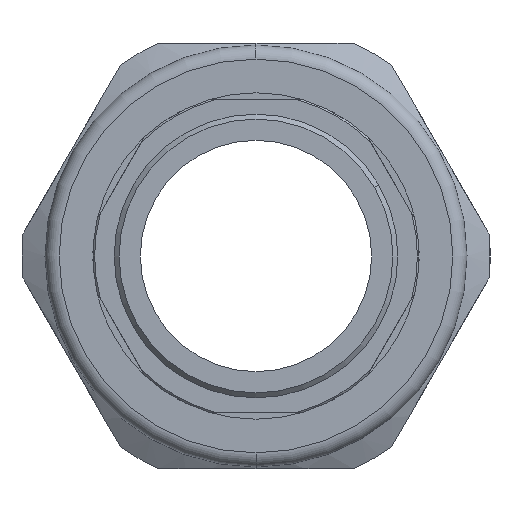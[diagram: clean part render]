
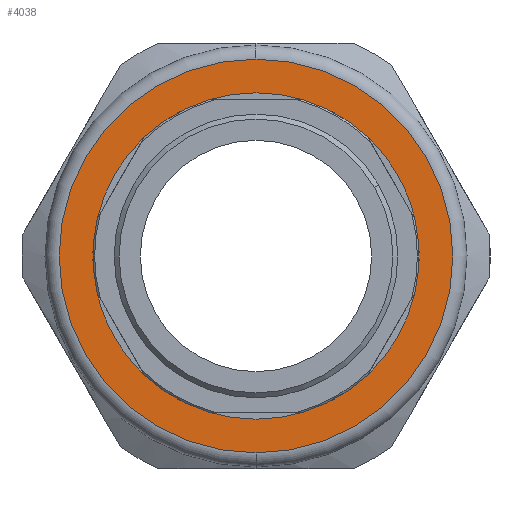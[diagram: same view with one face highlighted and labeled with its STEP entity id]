
A CAD part, left-side view. The second image highlights one B-rep face of the part: STEP entity #4038.
In plain terms, the highlighted planar face has unit normal (-1, 0, 0).
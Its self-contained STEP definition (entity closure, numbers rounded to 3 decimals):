
#132 = CIRCLE ( 'NONE', #537, 27.75 ) ;
#316 = DIRECTION ( 'NONE',  ( 1., 0., 0. ) ) ;
#329 = PLANE ( 'NONE',  #2619 ) ;
#342 = DIRECTION ( 'NONE',  ( 0., 0., 1. ) ) ;
#352 = DIRECTION ( 'NONE',  ( -1., 0., 0. ) ) ;
#537 = AXIS2_PLACEMENT_3D ( 'NONE', #682, #978, #2221 ) ;
#666 = FACE_BOUND ( 'NONE', #723, .T. ) ;
#682 = CARTESIAN_POINT ( 'NONE',  ( -6.13, 0., 0. ) ) ;
#723 = EDGE_LOOP ( 'NONE', ( #1369, #1147 ) ) ;
#978 = DIRECTION ( 'NONE',  ( 1., 0., 0. ) ) ;
#988 = ORIENTED_EDGE ( 'NONE', *, *, #3162, .F. ) ;
#1057 = AXIS2_PLACEMENT_3D ( 'NONE', #3112, #2818, #3712 ) ;
#1147 = ORIENTED_EDGE ( 'NONE', *, *, #3843, .F. ) ;
#1174 = VERTEX_POINT ( 'NONE', #1884 ) ;
#1369 = ORIENTED_EDGE ( 'NONE', *, *, #3942, .F. ) ;
#1547 = CARTESIAN_POINT ( 'NONE',  ( -6.13, 0., 0. ) ) ;
#1553 = AXIS2_PLACEMENT_3D ( 'NONE', #2790, #1917, #2197 ) ;
#1590 = CIRCLE ( 'NONE', #1057, 20. ) ;
#1742 = VERTEX_POINT ( 'NONE', #3648 ) ;
#1798 = CIRCLE ( 'NONE', #3419, 27.75 ) ;
#1884 = CARTESIAN_POINT ( 'NONE',  ( -6.13, 0., 20. ) ) ;
#1894 = CARTESIAN_POINT ( 'NONE',  ( -6.13, 0., 0. ) ) ;
#1917 = DIRECTION ( 'NONE',  ( -1., 0., 0. ) ) ;
#1925 = VERTEX_POINT ( 'NONE', #3111 ) ;
#2197 = DIRECTION ( 'NONE',  ( 0., 0., 1. ) ) ;
#2221 = DIRECTION ( 'NONE',  ( 0., 0., -1. ) ) ;
#2322 = FACE_OUTER_BOUND ( 'NONE', #3855, .T. ) ;
#2485 = CIRCLE ( 'NONE', #1553, 20. ) ;
#2552 = DIRECTION ( 'NONE',  ( 0., 0., -1. ) ) ;
#2619 = AXIS2_PLACEMENT_3D ( 'NONE', #1894, #352, #342 ) ;
#2790 = CARTESIAN_POINT ( 'NONE',  ( -6.13, 0., 0. ) ) ;
#2818 = DIRECTION ( 'NONE',  ( -1., 0., 0. ) ) ;
#3099 = EDGE_CURVE ( 'NONE', #1742, #1925, #1798, .T. ) ;
#3111 = CARTESIAN_POINT ( 'NONE',  ( -6.13, 0., -27.75 ) ) ;
#3112 = CARTESIAN_POINT ( 'NONE',  ( -6.13, 0., 0. ) ) ;
#3162 = EDGE_CURVE ( 'NONE', #1925, #1742, #132, .T. ) ;
#3403 = CARTESIAN_POINT ( 'NONE',  ( -6.13, 0., -20. ) ) ;
#3419 = AXIS2_PLACEMENT_3D ( 'NONE', #1547, #316, #2552 ) ;
#3648 = CARTESIAN_POINT ( 'NONE',  ( -6.13, 0., 27.75 ) ) ;
#3712 = DIRECTION ( 'NONE',  ( 0., 0., 1. ) ) ;
#3813 = VERTEX_POINT ( 'NONE', #3403 ) ;
#3843 = EDGE_CURVE ( 'NONE', #3813, #1174, #1590, .T. ) ;
#3855 = EDGE_LOOP ( 'NONE', ( #988, #3899 ) ) ;
#3899 = ORIENTED_EDGE ( 'NONE', *, *, #3099, .F. ) ;
#3942 = EDGE_CURVE ( 'NONE', #1174, #3813, #2485, .T. ) ;
#4038 = ADVANCED_FACE ( 'NONE', ( #666, #2322 ), #329, .T. ) ;
